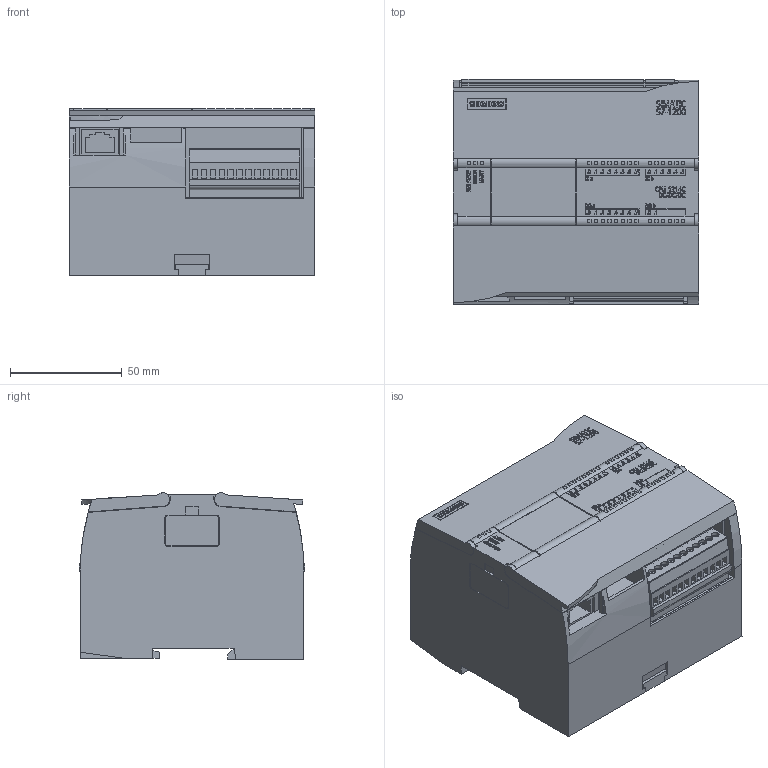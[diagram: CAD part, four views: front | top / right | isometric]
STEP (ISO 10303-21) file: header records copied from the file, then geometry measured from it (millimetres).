
FILE_DESCRIPTION(/* description */ ('Alibre Inc.'),/* implementation_level */ '2;1');
FILE_NAME(/* name */ 'export-E61D998A-6BC7-4264-BECE-D67D0BEEE639',/* time_stamp */ '2025-04-10T17:47:16+02:00',/* author */ (''),/* organization */ (''),/* preprocessor_version */ 'ST-DEVELOPER v17',/* originating_system */ 'Alibre',/* authorisation */ '');
FILE_SCHEMA (('AUTOMOTIVE_DESIGN'));
Length unit declared in the file: millimetre
Products named in the file (321): A5E30158817A_RS-AA_003_1-box; A5E30158720A_RS-AA_002_1-cover_bottom; A5E30158715A_RS-AA_003_1-cover_top; A5E30157758A_RS-AA_002_1-cover-signalboard; A5E50668962A_RS-AA_002_1-Labeling; A5E32310014A_RS-AA_003_3-CAx_6ES72141AG400XB0
Bounding box: 110 x 100.85 x 74.56 mm (x, y, z)
Volume: 426468 mm3; surface area: 137942.1 mm2
Topology: 319 solids, 319 shells, 4031 faces, 9781 edges, 6536 vertices
Faces by surface type: plane 3302, bspline 624, cylinder 105
Full cylindrical faces by diameter (mm): 2 x8, 3.4 x35, 4.3 x2
Entity records: 150720 total; most frequent: CARTESIAN_POINT 52675, ORIENTED_EDGE 19562, DIRECTION 13657, EDGE_CURVE 9781, VECTOR 8115, LINE 8115, VERTEX_POINT 6536, AXIS2_PLACEMENT_3D 4422
